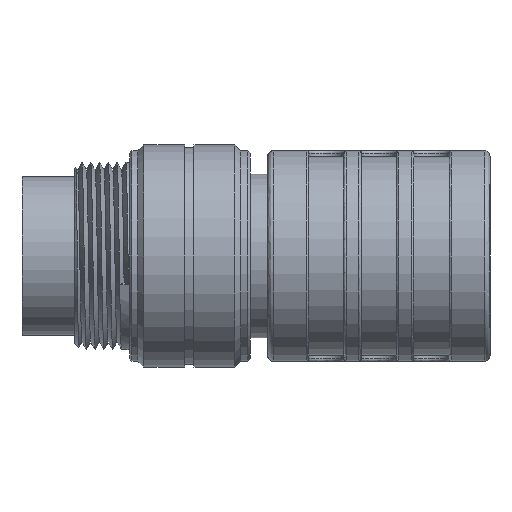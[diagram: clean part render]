
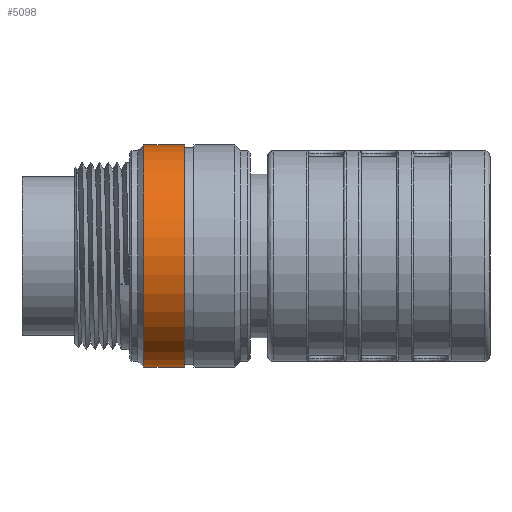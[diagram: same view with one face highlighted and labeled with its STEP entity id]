
A CAD part, left-side view. The second image highlights one B-rep face of the part: STEP entity #5098.
In plain terms, the highlighted cylindrical face has radius 9.5 mm (diameter 19 mm), a full revolution.
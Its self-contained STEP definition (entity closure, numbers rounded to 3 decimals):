
#146 = AXIS2_PLACEMENT_3D ( 'NONE', #743, #3210, #255 ) ;
#255 = DIRECTION ( 'NONE',  ( 0., 0., -1. ) ) ;
#659 = AXIS2_PLACEMENT_3D ( 'NONE', #4653, #1662, #5150 ) ;
#698 = CYLINDRICAL_SURFACE ( 'NONE', #749, 9.5 ) ;
#743 = CARTESIAN_POINT ( 'NONE',  ( 0., 9.1, 0. ) ) ;
#749 = AXIS2_PLACEMENT_3D ( 'NONE', #5635, #6100, #2156 ) ;
#937 = ORIENTED_EDGE ( 'NONE', *, *, #4624, .T. ) ;
#994 = EDGE_CURVE ( 'NONE', #4121, #4121, #1946, .T. ) ;
#1662 = DIRECTION ( 'NONE',  ( 0., 1., 0. ) ) ;
#1946 = CIRCLE ( 'NONE', #146, 9.5 ) ;
#2156 = DIRECTION ( 'NONE',  ( 0., 0., 1. ) ) ;
#2350 = FACE_OUTER_BOUND ( 'NONE', #4865, .T. ) ;
#2576 = CIRCLE ( 'NONE', #659, 9.5 ) ;
#2642 = EDGE_LOOP ( 'NONE', ( #5595 ) ) ;
#3039 = VERTEX_POINT ( 'NONE', #5494 ) ;
#3210 = DIRECTION ( 'NONE',  ( 0., -1., 0. ) ) ;
#4121 = VERTEX_POINT ( 'NONE', #5466 ) ;
#4381 = FACE_OUTER_BOUND ( 'NONE', #2642, .T. ) ;
#4624 = EDGE_CURVE ( 'NONE', #3039, #3039, #2576, .T. ) ;
#4653 = CARTESIAN_POINT ( 'NONE',  ( 0., 5.6, 0. ) ) ;
#4865 = EDGE_LOOP ( 'NONE', ( #937 ) ) ;
#5098 = ADVANCED_FACE ( 'NONE', ( #4381, #2350 ), #698, .T. ) ;
#5150 = DIRECTION ( 'NONE',  ( 0., 0., 1. ) ) ;
#5466 = CARTESIAN_POINT ( 'NONE',  ( 0., 9.1, -9.5 ) ) ;
#5494 = CARTESIAN_POINT ( 'NONE',  ( 0., 5.6, 9.5 ) ) ;
#5595 = ORIENTED_EDGE ( 'NONE', *, *, #994, .T. ) ;
#5635 = CARTESIAN_POINT ( 'NONE',  ( 0., 15., 0. ) ) ;
#6100 = DIRECTION ( 'NONE',  ( 0., 1., 0. ) ) ;
